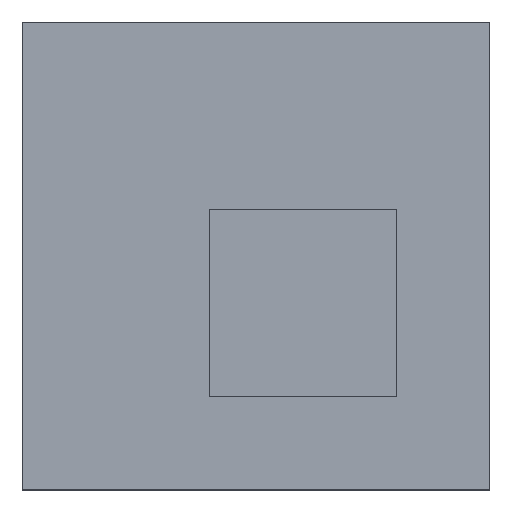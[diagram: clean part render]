
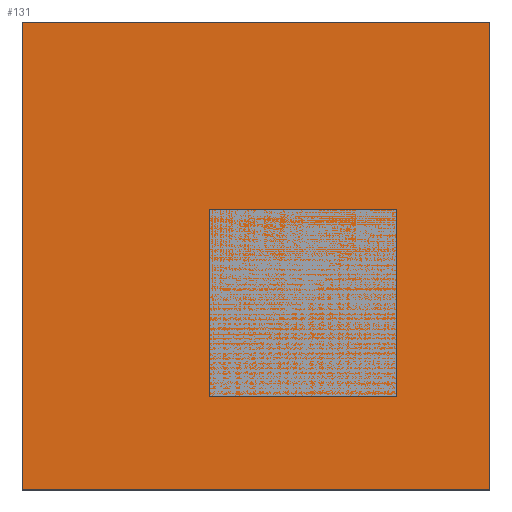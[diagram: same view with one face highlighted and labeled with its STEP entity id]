
A CAD part, top view. The second image highlights one B-rep face of the part: STEP entity #131.
In plain terms, the highlighted planar face has unit normal (0, 0, 1).
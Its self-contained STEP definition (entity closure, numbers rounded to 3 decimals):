
#22=FACE_OUTER_BOUND('',#29,.T.);
#29=EDGE_LOOP('',(#108,#109,#110,#111));
#34=LINE('',#195,#50);
#37=LINE('',#201,#53);
#40=LINE('',#207,#56);
#43=LINE('',#211,#59);
#50=VECTOR('',#161,10.);
#53=VECTOR('',#166,10.);
#56=VECTOR('',#171,10.);
#59=VECTOR('',#176,10.);
#66=VERTEX_POINT('',#192);
#67=VERTEX_POINT('',#194);
#69=VERTEX_POINT('',#200);
#71=VERTEX_POINT('',#206);
#78=EDGE_CURVE('',#67,#66,#34,.T.);
#81=EDGE_CURVE('',#69,#67,#37,.T.);
#84=EDGE_CURVE('',#71,#69,#40,.T.);
#87=EDGE_CURVE('',#66,#71,#43,.T.);
#108=ORIENTED_EDGE('',*,*,#87,.T.);
#109=ORIENTED_EDGE('',*,*,#84,.T.);
#110=ORIENTED_EDGE('',*,*,#81,.T.);
#111=ORIENTED_EDGE('',*,*,#78,.T.);
#124=PLANE('',#152);
#131=ADVANCED_FACE('',(#22),#124,.T.);
#152=AXIS2_PLACEMENT_3D('',#212,#177,#178);
#161=DIRECTION('',(-1.,0.,0.));
#166=DIRECTION('',(0.,1.,0.));
#171=DIRECTION('',(1.,0.,0.));
#176=DIRECTION('',(0.,-1.,0.));
#177=DIRECTION('center_axis',(0.,0.,1.));
#178=DIRECTION('ref_axis',(1.,0.,0.));
#192=CARTESIAN_POINT('',(0.,50.,25.));
#194=CARTESIAN_POINT('',(50.,50.,25.));
#195=CARTESIAN_POINT('',(50.,50.,25.));
#200=CARTESIAN_POINT('',(50.,0.,25.));
#201=CARTESIAN_POINT('',(50.,0.,25.));
#206=CARTESIAN_POINT('',(0.,0.,25.));
#207=CARTESIAN_POINT('',(0.,0.,25.));
#211=CARTESIAN_POINT('',(0.,50.,25.));
#212=CARTESIAN_POINT('Origin',(25.,25.,25.));
